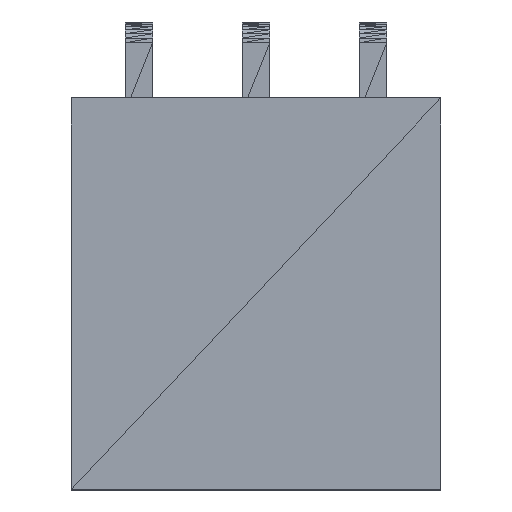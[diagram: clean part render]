
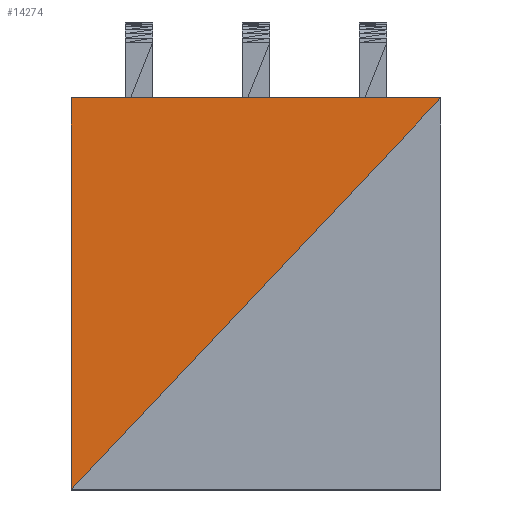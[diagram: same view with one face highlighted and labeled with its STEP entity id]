
A CAD part, top view. The second image highlights one B-rep face of the part: STEP entity #14274.
In plain terms, the highlighted planar face has unit normal (0, 0, 1).
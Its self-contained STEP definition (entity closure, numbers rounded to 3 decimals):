
#12=DIRECTION('',(1.0,0.0,0.0));
#491=VECTOR('',#12,1000.0);
#1209=DIRECTION('',(0.0,1.0,0.0));
#1210=VECTOR('',#1209,1000.0);
#11813=CARTESIAN_POINT('',(4.01,3.425,2.5));
#11814=VERTEX_POINT('',#11813);
#11821=CARTESIAN_POINT('',(-4.01,3.425,2.5));
#11822=VERTEX_POINT('',#11821);
#11825=CARTESIAN_POINT('',(-4.01,-5.075,2.5));
#11826=VERTEX_POINT('',#11825);
#13826=LINE('',#11821,#491);
#13827=EDGE_CURVE('',#11822,#11814,#13826,.T.);
#13912=LINE('',#11825,#1210);
#13913=EDGE_CURVE('',#11826,#11822,#13912,.T.);
#14261=DIRECTION('',(0.686,0.727,0.0));
#14262=VECTOR('',#14261,1000.0);
#14263=LINE('',#11825,#14262);
#14264=EDGE_CURVE('',#11826,#11814,#14263,.T.);
#14265=ORIENTED_EDGE('',*,*,#13913,.F.);
#14266=ORIENTED_EDGE('',*,*,#14264,.T.);
#14267=ORIENTED_EDGE('',*,*,#13827,.F.);
#14268=DIRECTION('',(-0.0,0.0,1.0));
#14269=DIRECTION('',(0.0,-1.0,0.0));
#14270=AXIS2_PLACEMENT_3D('',#11821,#14268,#14269);
#14271=PLANE('',#14270);
#14272=EDGE_LOOP('',(#14265,#14266,#14267));
#14273=FACE_BOUND('',#14272,.T.);
#14274=ADVANCED_FACE('',(#14273),#14271,.T.);
